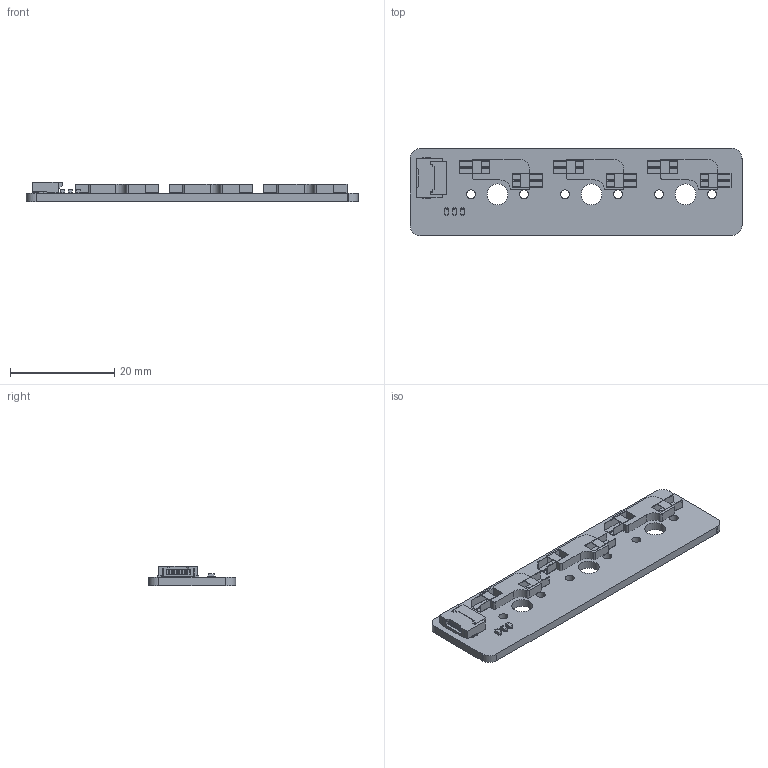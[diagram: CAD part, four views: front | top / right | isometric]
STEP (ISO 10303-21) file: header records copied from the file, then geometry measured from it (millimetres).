
FILE_DESCRIPTION(('KiCad electronic assembly'),'2;1');
FILE_NAME('paddle-mx-pcb.step','2025-07-05T19:54:57',('Pcbnew'),('Kicad' ),'Open CASCADE STEP processor 7.8','KiCad to STEP converter', 'Unknown');
FILE_SCHEMA(('AUTOMOTIVE_DESIGN { 1 0 10303 214 1 1 1 1 }'));
Length unit declared in the file: millimetre
Products named in the file (8): paddle-mx-pcb 1; D_SOD-523; D_SOD_523; FPC-SMD_8P-P0.50_AFC24-S08FCA-00; Kailh Hotswap MX; paddle-mx-pcb_PCB
Assembly tree (11 placements, depth 3):
  paddle-mx-pcb 1
    D_SOD-523  x3
      D_SOD_523
    FPC-SMD_8P-P0.50_AFC24-S08FCA-00
      FPC-SMD_8P-P0.50_AFC24-S08FCA-00
    Kailh Hotswap MX  x3
      Kailh Hotswap MX
    paddle-mx-pcb_PCB
Bounding box: 63.55 x 16.7 x 3.65 mm (x, y, z)
Volume: 1865.1 mm3; surface area: 3797.4 mm2
Topology: 17 solids, 17 shells, 1183 faces, 3312 edges, 2192 vertices
Faces by surface type: plane 734, cylinder 309, bspline 128, cone 12
Full cylindrical faces by diameter (mm): 1.702 x6, 3 x6, 3.988 x3
Entity records: 32866 total; most frequent: CARTESIAN_POINT 6235, ORIENTED_EDGE 4828, DIRECTION 4098, EDGE_CURVE 2414, LINE 1788, VECTOR 1788, VERTEX_POINT 1604, AXIS2_PLACEMENT_3D 1155
